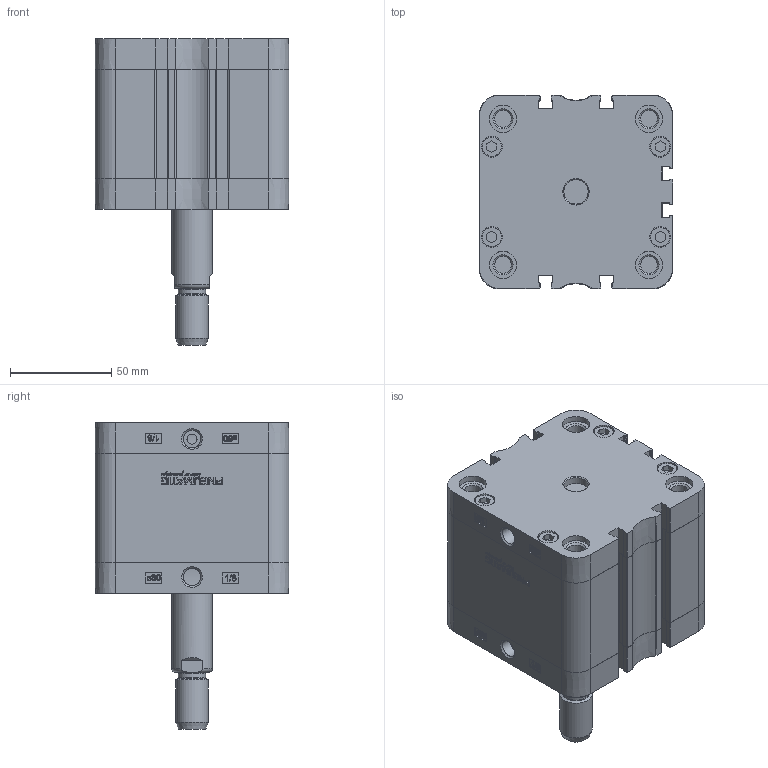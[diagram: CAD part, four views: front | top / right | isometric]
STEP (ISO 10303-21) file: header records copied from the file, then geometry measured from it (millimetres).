
FILE_DESCRIPTION(/* description */ (''),/* implementation_level */ '2;1');
FILE_NAME(/* name */ 'C-D-80-1000-MR.stp',/* time_stamp */ '2016-02-05T15:15:27+01:00',/* author */ (''),/* organization */ (''),/* preprocessor_version */ 'ST-DEVELOPER v15.2',/* originating_system */ 'Autodesk Translator Framework v2.0.0.5431',/* authorisation */ '');
FILE_SCHEMA (('AUTOMOTIVE_DESIGN { 1 0 10303 214 3 1 1 }'));
Products named in the file (1): (Unsaved)
Bounding box: 95.5 x 95.5 x 151 mm (x, y, z)
Volume: 465572.6 mm3; surface area: 108014.2 mm2
Topology: 4 solids, 4 shells, 1541 faces, 4188 edges, 2749 vertices
Faces by surface type: bspline 769, plane 504, cylinder 203, cone 44, torus 21
Full cylindrical faces by diameter (mm): 5 x1, 8.376 x9, 8.566 x2, 9.8 x8, 10.3 x8, 12 x1, 13.5 x9, 16 x1, 20 x1, 20.6 x1, 21.9 x1, 23 x1, 25 x1, 80 x1
Entity records: 55965 total; most frequent: CARTESIAN_POINT 22345, ORIENTED_EDGE 8200, DIRECTION 4579, EDGE_CURVE 4080, VERTEX_POINT 2739, LINE 2051, VECTOR 2051, EDGE_LOOP 1753
